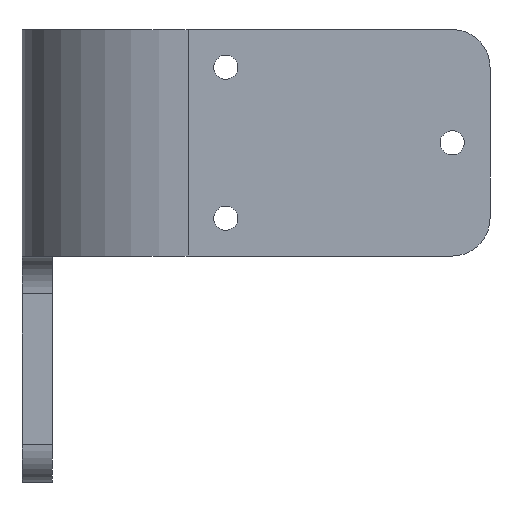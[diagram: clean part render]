
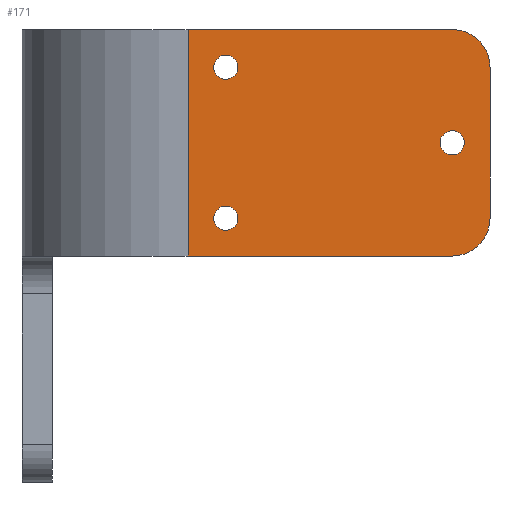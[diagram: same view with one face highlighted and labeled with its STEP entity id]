
A CAD part, front view. The second image highlights one B-rep face of the part: STEP entity #171.
In plain terms, the highlighted planar face has unit normal (0, -1, 0).
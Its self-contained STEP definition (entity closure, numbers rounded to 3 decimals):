
#42=CARTESIAN_POINT('Vertex',(-6.6,-2.,15.)) ;
#56=CARTESIAN_POINT('Vertex',(-3.4,-2.,15.)) ;
#59=CARTESIAN_POINT('Axis2P3D Location',(-5.,-2.,15.)) ;
#71=CARTESIAN_POINT('Axis2P3D Location',(-40.,-2.,0.)) ;
#76=CARTESIAN_POINT('Line Origine',(0.,-2.,15.)) ;
#80=CARTESIAN_POINT('Vertex',(0.,-2.,5.)) ;
#82=CARTESIAN_POINT('Vertex',(0.,-2.,25.)) ;
#85=CARTESIAN_POINT('Axis2P3D Location',(-5.,-2.,25.)) ;
#89=CARTESIAN_POINT('Vertex',(-5.,-2.,30.)) ;
#92=CARTESIAN_POINT('Line Origine',(-22.5,-2.,30.)) ;
#96=CARTESIAN_POINT('Vertex',(-40.,-2.,30.)) ;
#99=CARTESIAN_POINT('Line Origine',(-40.,-2.,15.)) ;
#103=CARTESIAN_POINT('Vertex',(-40.,-2.,0.)) ;
#106=CARTESIAN_POINT('Line Origine',(-22.5,-2.,0.)) ;
#110=CARTESIAN_POINT('Vertex',(-5.,-2.,0.)) ;
#113=CARTESIAN_POINT('Axis2P3D Location',(-5.,-2.,5.)) ;
#126=CARTESIAN_POINT('Axis2P3D Location',(-5.,-2.,15.)) ;
#135=CARTESIAN_POINT('Axis2P3D Location',(-35.,-2.,5.)) ;
#139=CARTESIAN_POINT('Vertex',(-36.6,-2.,5.)) ;
#141=CARTESIAN_POINT('Vertex',(-33.4,-2.,5.)) ;
#144=CARTESIAN_POINT('Axis2P3D Location',(-35.,-2.,5.)) ;
#153=CARTESIAN_POINT('Axis2P3D Location',(-35.,-2.,25.)) ;
#157=CARTESIAN_POINT('Vertex',(-36.6,-2.,25.)) ;
#159=CARTESIAN_POINT('Vertex',(-33.4,-2.,25.)) ;
#162=CARTESIAN_POINT('Axis2P3D Location',(-35.,-2.,25.)) ;
#78=VECTOR('Line Direction',#77,1.) ;
#94=VECTOR('Line Direction',#93,1.) ;
#101=VECTOR('Line Direction',#100,1.) ;
#108=VECTOR('Line Direction',#107,1.) ;
#60=DIRECTION('Axis2P3D Direction',(-0.,1.,0.)) ;
#72=DIRECTION('Axis2P3D Direction',(0.,-1.,0.)) ;
#73=DIRECTION('Axis2P3D XDirection',(1.,0.,0.)) ;
#77=DIRECTION('Vector Direction',(0.,0.,1.)) ;
#86=DIRECTION('Axis2P3D Direction',(0.,-1.,0.)) ;
#93=DIRECTION('Vector Direction',(1.,0.,0.)) ;
#100=DIRECTION('Vector Direction',(0.,0.,1.)) ;
#107=DIRECTION('Vector Direction',(1.,0.,0.)) ;
#114=DIRECTION('Axis2P3D Direction',(0.,-1.,0.)) ;
#127=DIRECTION('Axis2P3D Direction',(0.,-1.,0.)) ;
#136=DIRECTION('Axis2P3D Direction',(0.,-1.,0.)) ;
#145=DIRECTION('Axis2P3D Direction',(0.,-1.,0.)) ;
#154=DIRECTION('Axis2P3D Direction',(0.,-1.,0.)) ;
#163=DIRECTION('Axis2P3D Direction',(0.,-1.,0.)) ;
#61=AXIS2_PLACEMENT_3D('Circle Axis2P3D',#59,#60,$) ;
#74=AXIS2_PLACEMENT_3D('Plane Axis2P3D',#71,#72,#73) ;
#87=AXIS2_PLACEMENT_3D('Circle Axis2P3D',#85,#86,$) ;
#115=AXIS2_PLACEMENT_3D('Circle Axis2P3D',#113,#114,$) ;
#128=AXIS2_PLACEMENT_3D('Circle Axis2P3D',#126,#127,$) ;
#137=AXIS2_PLACEMENT_3D('Circle Axis2P3D',#135,#136,$) ;
#146=AXIS2_PLACEMENT_3D('Circle Axis2P3D',#144,#145,$) ;
#155=AXIS2_PLACEMENT_3D('Circle Axis2P3D',#153,#154,$) ;
#164=AXIS2_PLACEMENT_3D('Circle Axis2P3D',#162,#163,$) ;
#79=LINE('Line',#76,#78) ;
#95=LINE('Line',#92,#94) ;
#102=LINE('Line',#99,#101) ;
#109=LINE('Line',#106,#108) ;
#62=CIRCLE('generated circle',#61,1.6) ;
#88=CIRCLE('generated circle',#87,5.) ;
#116=CIRCLE('generated circle',#115,5.) ;
#129=CIRCLE('generated circle',#128,1.6) ;
#138=CIRCLE('generated circle',#137,1.6) ;
#147=CIRCLE('generated circle',#146,1.6) ;
#156=CIRCLE('generated circle',#155,1.6) ;
#165=CIRCLE('generated circle',#164,1.6) ;
#75=PLANE('',#74) ;
#134=FACE_BOUND('',#131,.T.) ;
#152=FACE_BOUND('',#149,.T.) ;
#170=FACE_BOUND('',#167,.T.) ;
#63=EDGE_CURVE('',#57,#43,#62,.F.) ;
#84=EDGE_CURVE('',#81,#83,#79,.T.) ;
#91=EDGE_CURVE('',#90,#83,#88,.F.) ;
#98=EDGE_CURVE('',#97,#90,#95,.T.) ;
#105=EDGE_CURVE('',#104,#97,#102,.T.) ;
#112=EDGE_CURVE('',#104,#111,#109,.T.) ;
#117=EDGE_CURVE('',#81,#111,#116,.F.) ;
#130=EDGE_CURVE('',#43,#57,#129,.T.) ;
#143=EDGE_CURVE('',#140,#142,#138,.T.) ;
#148=EDGE_CURVE('',#142,#140,#147,.T.) ;
#161=EDGE_CURVE('',#158,#160,#156,.T.) ;
#166=EDGE_CURVE('',#160,#158,#165,.T.) ;
#119=ORIENTED_EDGE('',*,*,#84,.T.) ;
#120=ORIENTED_EDGE('',*,*,#91,.F.) ;
#121=ORIENTED_EDGE('',*,*,#98,.F.) ;
#122=ORIENTED_EDGE('',*,*,#105,.F.) ;
#123=ORIENTED_EDGE('',*,*,#112,.T.) ;
#124=ORIENTED_EDGE('',*,*,#117,.F.) ;
#132=ORIENTED_EDGE('',*,*,#130,.F.) ;
#133=ORIENTED_EDGE('',*,*,#63,.F.) ;
#150=ORIENTED_EDGE('',*,*,#143,.F.) ;
#151=ORIENTED_EDGE('',*,*,#148,.F.) ;
#168=ORIENTED_EDGE('',*,*,#161,.F.) ;
#169=ORIENTED_EDGE('',*,*,#166,.F.) ;
#118=EDGE_LOOP('',(#119,#120,#121,#122,#123,#124)) ;
#131=EDGE_LOOP('',(#132,#133)) ;
#149=EDGE_LOOP('',(#150,#151)) ;
#167=EDGE_LOOP('',(#168,#169)) ;
#43=VERTEX_POINT('',#42) ;
#57=VERTEX_POINT('',#56) ;
#81=VERTEX_POINT('',#80) ;
#83=VERTEX_POINT('',#82) ;
#90=VERTEX_POINT('',#89) ;
#97=VERTEX_POINT('',#96) ;
#104=VERTEX_POINT('',#103) ;
#111=VERTEX_POINT('',#110) ;
#140=VERTEX_POINT('',#139) ;
#142=VERTEX_POINT('',#141) ;
#158=VERTEX_POINT('',#157) ;
#160=VERTEX_POINT('',#159) ;
#171=ADVANCED_FACE('PartBody',(#125,#134,#152,#170),#75,.T.) ;
#125=FACE_OUTER_BOUND('',#118,.T.) ;
